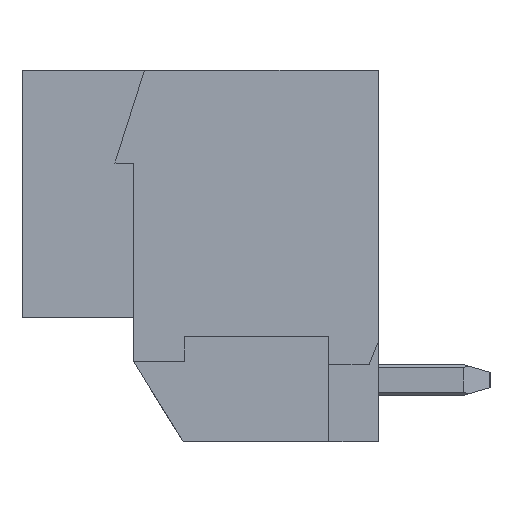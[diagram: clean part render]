
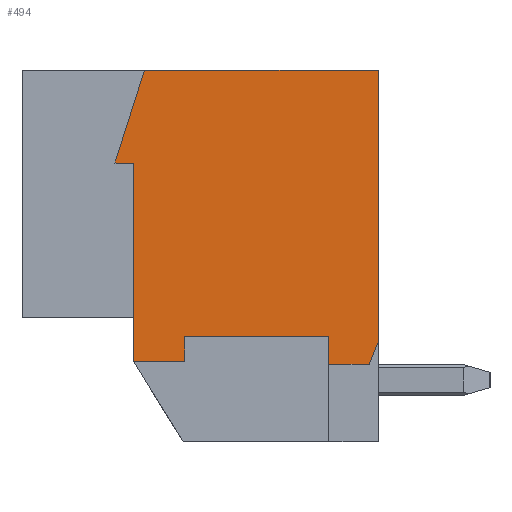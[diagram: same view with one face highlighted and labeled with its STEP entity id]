
A CAD part, left-side view. The second image highlights one B-rep face of the part: STEP entity #494.
In plain terms, the highlighted planar face has unit normal (-1, 0, 0).
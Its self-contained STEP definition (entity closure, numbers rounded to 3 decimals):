
#494 = ADVANCED_FACE( '', ( #1202 ), #1203, .T. );
#1202 = FACE_OUTER_BOUND( '', #2174, .T. );
#1203 = PLANE( '', #2175 );
#2174 = EDGE_LOOP( '', ( #3300, #3301, #3302, #3303, #3304, #3305, #3306, #3307, #3308, #3309, #3310 ) );
#2175 = AXIS2_PLACEMENT_3D( '', #3311, #3312, #3313 );
#3300 = ORIENTED_EDGE( '', *, *, #6330, .F. );
#3301 = ORIENTED_EDGE( '', *, *, #6331, .T. );
#3302 = ORIENTED_EDGE( '', *, *, #6332, .T. );
#3303 = ORIENTED_EDGE( '', *, *, #6179, .T. );
#3304 = ORIENTED_EDGE( '', *, *, #6333, .T. );
#3305 = ORIENTED_EDGE( '', *, *, #6334, .T. );
#3306 = ORIENTED_EDGE( '', *, *, #6335, .F. );
#3307 = ORIENTED_EDGE( '', *, *, #6336, .F. );
#3308 = ORIENTED_EDGE( '', *, *, #6206, .F. );
#3309 = ORIENTED_EDGE( '', *, *, #6337, .F. );
#3310 = ORIENTED_EDGE( '', *, *, #6338, .F. );
#3311 = CARTESIAN_POINT( '', ( -21.7, 0., 0. ) );
#3312 = DIRECTION( '', ( -1., 0., 0. ) );
#3313 = DIRECTION( '', ( 0., 0., 1. ) );
#6179 = EDGE_CURVE( '', #7431, #7435, #7437, .T. );
#6206 = EDGE_CURVE( '', #7484, #7486, #7487, .T. );
#6330 = EDGE_CURVE( '', #7707, #7708, #7709, .T. );
#6331 = EDGE_CURVE( '', #7707, #7710, #7711, .T. );
#6332 = EDGE_CURVE( '', #7710, #7431, #7712, .T. );
#6333 = EDGE_CURVE( '', #7435, #7713, #7714, .T. );
#6334 = EDGE_CURVE( '', #7713, #7715, #7716, .T. );
#6335 = EDGE_CURVE( '', #7717, #7715, #7718, .T. );
#6336 = EDGE_CURVE( '', #7486, #7717, #7719, .T. );
#6337 = EDGE_CURVE( '', #7720, #7484, #7721, .T. );
#6338 = EDGE_CURVE( '', #7708, #7720, #7722, .T. );
#7431 = VERTEX_POINT( '', #9301 );
#7435 = VERTEX_POINT( '', #9307 );
#7437 = LINE( '', #9310, #9311 );
#7484 = VERTEX_POINT( '', #9378 );
#7486 = VERTEX_POINT( '', #9381 );
#7487 = LINE( '', #9382, #9383 );
#7707 = VERTEX_POINT( '', #9701 );
#7708 = VERTEX_POINT( '', #9702 );
#7709 = LINE( '', #9703, #9704 );
#7710 = VERTEX_POINT( '', #9705 );
#7711 = LINE( '', #9706, #9707 );
#7712 = LINE( '', #9708, #9709 );
#7713 = VERTEX_POINT( '', #9710 );
#7714 = LINE( '', #9711, #9712 );
#7715 = VERTEX_POINT( '', #9713 );
#7716 = LINE( '', #9714, #9715 );
#7717 = VERTEX_POINT( '', #9716 );
#7718 = LINE( '', #9717, #9718 );
#7719 = LINE( '', #9719, #9720 );
#7720 = VERTEX_POINT( '', #9721 );
#7721 = LINE( '', #9722, #9723 );
#7722 = LINE( '', #9724, #9725 );
#9301 = CARTESIAN_POINT( '', ( -21.7, 3.775, 6. ) );
#9307 = CARTESIAN_POINT( '', ( -21.7, 4.725, 3. ) );
#9310 = CARTESIAN_POINT( '', ( -21.7, 3.775, 6. ) );
#9311 = VECTOR( '', #12034, 1000. );
#9378 = CARTESIAN_POINT( '', ( -21.7, -2.175, -2.6 ) );
#9381 = CARTESIAN_POINT( '', ( -21.7, 2.475, -2.6 ) );
#9382 = CARTESIAN_POINT( '', ( -21.7, -2.175, -2.6 ) );
#9383 = VECTOR( '', #12056, 1000. );
#9701 = CARTESIAN_POINT( '', ( -21.7, -3.775, -2.75 ) );
#9702 = CARTESIAN_POINT( '', ( -21.7, -3.475, -3.5 ) );
#9703 = CARTESIAN_POINT( '', ( -21.7, -3.775, -2.75 ) );
#9704 = VECTOR( '', #12167, 1000. );
#9705 = CARTESIAN_POINT( '', ( -21.7, -3.775, 6. ) );
#9706 = CARTESIAN_POINT( '', ( -21.7, -3.775, -6. ) );
#9707 = VECTOR( '', #12168, 1000. );
#9708 = CARTESIAN_POINT( '', ( -21.7, -3.775, 6. ) );
#9709 = VECTOR( '', #12169, 1000. );
#9710 = CARTESIAN_POINT( '', ( -21.7, 4.125, 3. ) );
#9711 = CARTESIAN_POINT( '', ( -21.7, 4.725, 3. ) );
#9712 = VECTOR( '', #12170, 1000. );
#9713 = CARTESIAN_POINT( '', ( -21.7, 4.125, -3.4 ) );
#9714 = CARTESIAN_POINT( '', ( -21.7, 4.125, 3. ) );
#9715 = VECTOR( '', #12171, 1000. );
#9716 = CARTESIAN_POINT( '', ( -21.7, 2.475, -3.4 ) );
#9717 = CARTESIAN_POINT( '', ( -21.7, 2.475, -3.4 ) );
#9718 = VECTOR( '', #12172, 1000. );
#9719 = CARTESIAN_POINT( '', ( -21.7, 2.475, -2.6 ) );
#9720 = VECTOR( '', #12173, 1000. );
#9721 = CARTESIAN_POINT( '', ( -21.7, -2.175, -3.5 ) );
#9722 = CARTESIAN_POINT( '', ( -21.7, -2.175, -3.5 ) );
#9723 = VECTOR( '', #12174, 1000. );
#9724 = CARTESIAN_POINT( '', ( -21.7, -3.475, -3.5 ) );
#9725 = VECTOR( '', #12175, 1000. );
#12034 = DIRECTION( '', ( 0., 0.302, -0.953 ) );
#12056 = DIRECTION( '', ( 0., 1., 0. ) );
#12167 = DIRECTION( '', ( 0., 0.371, -0.928 ) );
#12168 = DIRECTION( '', ( 0., 0., 1. ) );
#12169 = DIRECTION( '', ( 0., 1., 0. ) );
#12170 = DIRECTION( '', ( 0., -1., 0. ) );
#12171 = DIRECTION( '', ( 0., 0., -1. ) );
#12172 = DIRECTION( '', ( 0., 1., 0. ) );
#12173 = DIRECTION( '', ( 0., 0., -1. ) );
#12174 = DIRECTION( '', ( 0., 0., 1. ) );
#12175 = DIRECTION( '', ( 0., 1., 0. ) );
